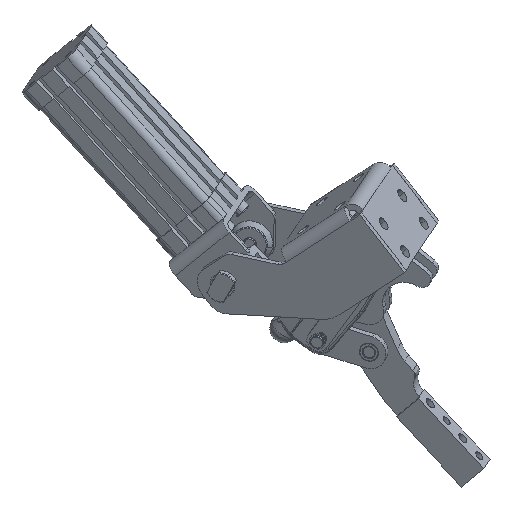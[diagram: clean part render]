
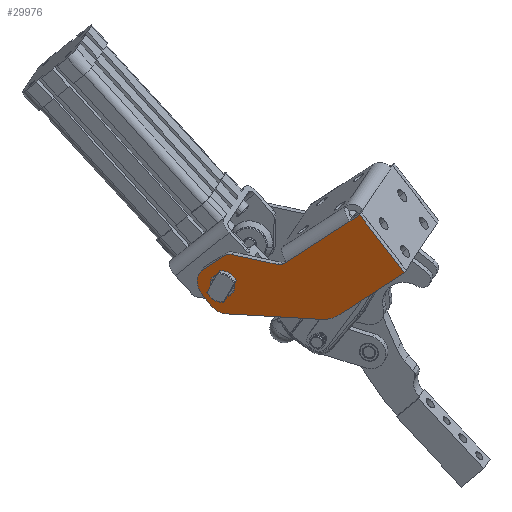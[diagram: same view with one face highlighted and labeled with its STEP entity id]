
A CAD part, isometric view. The second image highlights one B-rep face of the part: STEP entity #29976.
In plain terms, the highlighted planar face has unit normal (-0.852, -0.487, 0.193).
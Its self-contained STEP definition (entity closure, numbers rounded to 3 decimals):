
#12709=CARTESIAN_POINT('',(171.895,37.224,-133.855));
#12710=VERTEX_POINT('',#12709);
#12744=CARTESIAN_POINT('',(163.88,51.064,-134.324));
#12745=VERTEX_POINT('',#12744);
#12752=CARTESIAN_POINT('',(167.888,44.144,-134.09));
#12753=DIRECTION('',(0.852,0.487,-0.193));
#12754=DIRECTION('',(0.204,-0.648,-0.733));
#12755=AXIS2_PLACEMENT_3D('',#12752,#12753,#12754);
#12756=CIRCLE('',#12755,8.);
#12757=EDGE_CURVE('',#12710,#12745,#12756,.T.);
#13813=CARTESIAN_POINT('',(200.976,-18.065,-144.935));
#13814=VERTEX_POINT('',#13813);
#13823=CARTESIAN_POINT('',(197.739,-13.021,-146.497));
#13824=VERTEX_POINT('',#13823);
#13825=CARTESIAN_POINT('',(200.043,-9.3,-126.982));
#13826=DIRECTION('',(0.852,0.487,-0.193));
#13827=DIRECTION('',(0.047,-0.438,-0.898));
#13828=AXIS2_PLACEMENT_3D('',#13825,#13826,#13827);
#13829=CIRCLE('',#13828,20.);
#13830=EDGE_CURVE('',#13814,#13824,#13829,.T.);
#13897=CARTESIAN_POINT('',(172.548,44.319,-113.12));
#13898=VERTEX_POINT('',#13897);
#13907=CARTESIAN_POINT('',(173.753,42.336,-112.805));
#13908=VERTEX_POINT('',#13907);
#13909=CARTESIAN_POINT('',(172.571,42.069,-118.682));
#13910=DIRECTION('',(0.852,0.487,-0.193));
#13911=DIRECTION('',(-0.004,0.375,0.927));
#13912=AXIS2_PLACEMENT_3D('',#13909,#13910,#13911);
#13913=CIRCLE('',#13912,6.);
#13914=EDGE_CURVE('',#13898,#13908,#13913,.T.);
#13983=CARTESIAN_POINT('',(189.706,13.847,-114.248));
#13984=VERTEX_POINT('',#13983);
#14000=CARTESIAN_POINT('',(188.501,15.829,-114.563));
#14001=VERTEX_POINT('',#14000);
#14008=CARTESIAN_POINT('',(189.683,16.097,-108.686));
#14009=DIRECTION('',(-0.852,-0.487,0.193));
#14010=DIRECTION('',(0.004,-0.375,-0.927));
#14011=AXIS2_PLACEMENT_3D('',#14008,#14009,#14010);
#14012=CIRCLE('',#14011,6.);
#14013=EDGE_CURVE('',#14001,#13984,#14012,.T.);
#14023=CARTESIAN_POINT('',(160.003,58.313,-133.15));
#14024=VERTEX_POINT('',#14023);
#14033=CARTESIAN_POINT('',(163.38,55.626,-125.043));
#14034=VERTEX_POINT('',#14033);
#14035=CARTESIAN_POINT('',(165.828,47.845,-133.844));
#14036=DIRECTION('',(0.852,0.487,-0.193));
#14037=DIRECTION('',(-0.485,0.872,0.058));
#14038=AXIS2_PLACEMENT_3D('',#14035,#14036,#14037);
#14039=CIRCLE('',#14038,12.);
#14040=EDGE_CURVE('',#14024,#14034,#14039,.T.);
#14151=CARTESIAN_POINT('',(163.804,44.16,-152.036));
#14152=VERTEX_POINT('',#14151);
#14168=CARTESIAN_POINT('',(166.453,39.234,-152.768));
#14169=VERTEX_POINT('',#14168);
#14176=CARTESIAN_POINT('',(167.835,41.467,-141.059));
#14177=DIRECTION('',(0.852,0.487,-0.193));
#14178=DIRECTION('',(-0.336,0.224,-0.915));
#14179=AXIS2_PLACEMENT_3D('',#14176,#14177,#14178);
#14180=CIRCLE('',#14179,12.);
#14181=EDGE_CURVE('',#14169,#14152,#14180,.T.);
#28712=CARTESIAN_POINT('',(220.584,-23.8,-73.001));
#28713=VERTEX_POINT('',#28712);
#28714=CARTESIAN_POINT('',(229.969,-53.626,-106.74));
#28715=VERTEX_POINT('',#28714);
#28716=CARTESIAN_POINT('',(220.584,-23.8,-73.001));
#28717=DIRECTION('',(0.204,-0.648,-0.733));
#28718=VECTOR('',#28717,46.);
#28719=LINE('',#28716,#28718);
#28720=EDGE_CURVE('',#28713,#28715,#28719,.T.);
#28752=CARTESIAN_POINT('',(216.724,-19.117,-78.214));
#28753=VERTEX_POINT('',#28752);
#28760=CARTESIAN_POINT('',(216.724,-19.117,-78.214));
#28761=DIRECTION('',(0.482,-0.585,0.652));
#28762=VECTOR('',#28761,8.);
#28763=LINE('',#28760,#28762);
#28764=EDGE_CURVE('',#28753,#28713,#28763,.T.);
#29192=CARTESIAN_POINT('',(191.637,11.32,-112.1));
#29193=VERTEX_POINT('',#29192);
#29201=CARTESIAN_POINT('',(216.724,-19.117,-78.214));
#29202=DIRECTION('',(-0.482,0.585,-0.652));
#29203=VECTOR('',#29202,52.);
#29204=LINE('',#29201,#29203);
#29205=EDGE_CURVE('',#28753,#29193,#29204,.T.);
#29349=CARTESIAN_POINT('',(190.907,12.207,-113.087));
#29350=VERTEX_POINT('',#29349);
#29359=CARTESIAN_POINT('',(191.637,11.32,-112.1));
#29360=DIRECTION('',(-0.482,0.585,-0.652));
#29361=VECTOR('',#29360,1.515);
#29362=LINE('',#29359,#29361);
#29363=EDGE_CURVE('',#29193,#29350,#29362,.T.);
#29413=CARTESIAN_POINT('',(204.123,-22.268,-141.651));
#29414=VERTEX_POINT('',#29413);
#29428=CARTESIAN_POINT('',(229.969,-53.626,-106.74));
#29429=DIRECTION('',(-0.482,0.585,-0.652));
#29430=VECTOR('',#29429,53.573);
#29431=LINE('',#29428,#29430);
#29432=EDGE_CURVE('',#28715,#29414,#29431,.T.);
#29444=CARTESIAN_POINT('',(171.347,45.959,-114.281));
#29445=VERTEX_POINT('',#29444);
#29459=CARTESIAN_POINT('',(171.347,45.959,-114.281));
#29460=DIRECTION('',(-0.482,0.585,-0.652));
#29461=VECTOR('',#29460,16.515);
#29462=LINE('',#29459,#29461);
#29463=EDGE_CURVE('',#29445,#14034,#29462,.T.);
#29505=CARTESIAN_POINT('',(162.046,48.491,-148.879));
#29506=VERTEX_POINT('',#29505);
#29507=CARTESIAN_POINT('',(167.835,41.467,-141.059));
#29508=DIRECTION('',(0.852,0.487,-0.193));
#29509=DIRECTION('',(-0.336,0.224,-0.915));
#29510=AXIS2_PLACEMENT_3D('',#29507,#29508,#29509);
#29511=CIRCLE('',#29510,12.);
#29512=EDGE_CURVE('',#14152,#29506,#29511,.T.);
#29627=CARTESIAN_POINT('',(160.039,54.869,-141.664));
#29628=VERTEX_POINT('',#29627);
#29642=CARTESIAN_POINT('',(160.039,54.869,-141.664));
#29643=DIRECTION('',(0.204,-0.648,-0.733));
#29644=VECTOR('',#29643,9.837);
#29645=LINE('',#29642,#29644);
#29646=EDGE_CURVE('',#29628,#29506,#29645,.T.);
#29665=CARTESIAN_POINT('',(165.828,47.845,-133.844));
#29666=DIRECTION('',(0.852,0.487,-0.193));
#29667=DIRECTION('',(-0.485,0.872,0.058));
#29668=AXIS2_PLACEMENT_3D('',#29665,#29666,#29667);
#29669=CIRCLE('',#29668,12.);
#29670=EDGE_CURVE('',#29628,#14024,#29669,.T.);
#29681=CARTESIAN_POINT('',(189.683,16.097,-108.686));
#29682=DIRECTION('',(-0.852,-0.487,0.193));
#29683=DIRECTION('',(0.004,-0.375,-0.927));
#29684=AXIS2_PLACEMENT_3D('',#29681,#29682,#29683);
#29685=CIRCLE('',#29684,6.);
#29686=EDGE_CURVE('',#13984,#29350,#29685,.T.);
#29797=CARTESIAN_POINT('',(188.501,15.829,-114.563));
#29798=DIRECTION('',(-0.485,0.872,0.058));
#29799=VECTOR('',#29798,30.385);
#29800=LINE('',#29797,#29799);
#29801=EDGE_CURVE('',#14001,#13908,#29800,.T.);
#29875=CARTESIAN_POINT('',(172.571,42.069,-118.682));
#29876=DIRECTION('',(0.852,0.487,-0.193));
#29877=DIRECTION('',(-0.004,0.375,0.927));
#29878=AXIS2_PLACEMENT_3D('',#29875,#29876,#29877);
#29879=CIRCLE('',#29878,6.);
#29880=EDGE_CURVE('',#29445,#13898,#29879,.T.);
#29920=CARTESIAN_POINT('',(186.756,8.825,-139.884));
#29921=DIRECTION('',(-0.852,-0.487,0.193));
#29922=DIRECTION('',(-0.204,0.648,0.733));
#29923=AXIS2_PLACEMENT_3D('',#29920,#29921,#29922);
#29924=PLANE('',#29923);
#29925=CARTESIAN_POINT('',(200.043,-9.3,-126.982));
#29926=DIRECTION('',(0.852,0.487,-0.193));
#29927=DIRECTION('',(0.047,-0.438,-0.898));
#29928=AXIS2_PLACEMENT_3D('',#29925,#29926,#29927);
#29929=CIRCLE('',#29928,20.);
#29930=EDGE_CURVE('',#29414,#13814,#29929,.T.);
#29931=ORIENTED_EDGE('',*,*,#29930,.F.);
#29932=ORIENTED_EDGE('',*,*,#29432,.F.);
#29933=ORIENTED_EDGE('',*,*,#28720,.F.);
#29934=ORIENTED_EDGE('',*,*,#28764,.F.);
#29935=ORIENTED_EDGE('',*,*,#29205,.T.);
#29936=ORIENTED_EDGE('',*,*,#29363,.T.);
#29937=ORIENTED_EDGE('',*,*,#29686,.F.);
#29938=ORIENTED_EDGE('',*,*,#14013,.F.);
#29939=ORIENTED_EDGE('',*,*,#29801,.T.);
#29940=ORIENTED_EDGE('',*,*,#13914,.F.);
#29941=ORIENTED_EDGE('',*,*,#29880,.F.);
#29942=ORIENTED_EDGE('',*,*,#29463,.T.);
#29943=ORIENTED_EDGE('',*,*,#14040,.F.);
#29944=ORIENTED_EDGE('',*,*,#29670,.F.);
#29945=ORIENTED_EDGE('',*,*,#29646,.T.);
#29946=ORIENTED_EDGE('',*,*,#29512,.F.);
#29947=ORIENTED_EDGE('',*,*,#14181,.F.);
#29948=CARTESIAN_POINT('',(166.453,39.234,-152.768));
#29949=DIRECTION('',(0.511,-0.853,0.102));
#29950=VECTOR('',#29949,61.227);
#29951=LINE('',#29948,#29950);
#29952=EDGE_CURVE('',#14169,#13824,#29951,.T.);
#29953=ORIENTED_EDGE('',*,*,#29952,.T.);
#29954=ORIENTED_EDGE('',*,*,#13830,.F.);
#29955=EDGE_LOOP('',(#29931,#29932,#29933,#29934,#29935,#29936,#29937,#29938,#29939,#29940,#29941,#29942,#29943,#29944,#29945,#29946,#29947,#29953,#29954));
#29956=FACE_OUTER_BOUND('',#29955,.T.);
#29957=CARTESIAN_POINT('',(166.255,49.331,-128.222));
#29958=VERTEX_POINT('',#29957);
#29959=CARTESIAN_POINT('',(167.888,44.144,-134.09));
#29960=DIRECTION('',(0.852,0.487,-0.193));
#29961=DIRECTION('',(0.204,-0.648,-0.733));
#29962=AXIS2_PLACEMENT_3D('',#29959,#29960,#29961);
#29963=CIRCLE('',#29962,8.);
#29964=EDGE_CURVE('',#29958,#12710,#29963,.T.);
#29965=ORIENTED_EDGE('',*,*,#29964,.T.);
#29966=ORIENTED_EDGE('',*,*,#12757,.T.);
#29967=CARTESIAN_POINT('',(167.888,44.144,-134.09));
#29968=DIRECTION('',(0.852,0.487,-0.193));
#29969=DIRECTION('',(0.204,-0.648,-0.733));
#29970=AXIS2_PLACEMENT_3D('',#29967,#29968,#29969);
#29971=CIRCLE('',#29970,8.);
#29972=EDGE_CURVE('',#12745,#29958,#29971,.T.);
#29973=ORIENTED_EDGE('',*,*,#29972,.T.);
#29974=EDGE_LOOP('',(#29965,#29966,#29973));
#29975=FACE_BOUND('',#29974,.T.);
#29976=ADVANCED_FACE('',(#29956,#29975),#29924,.T.);
